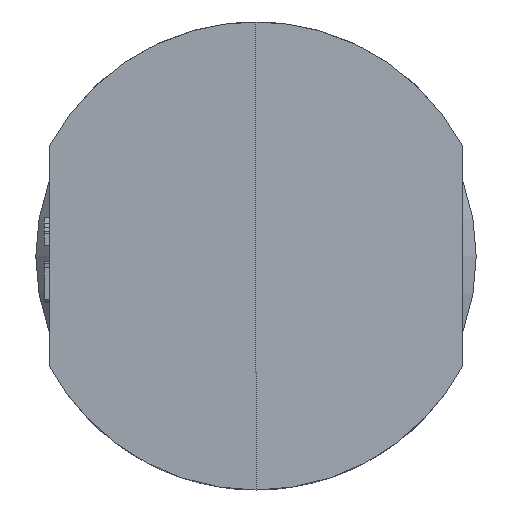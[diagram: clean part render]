
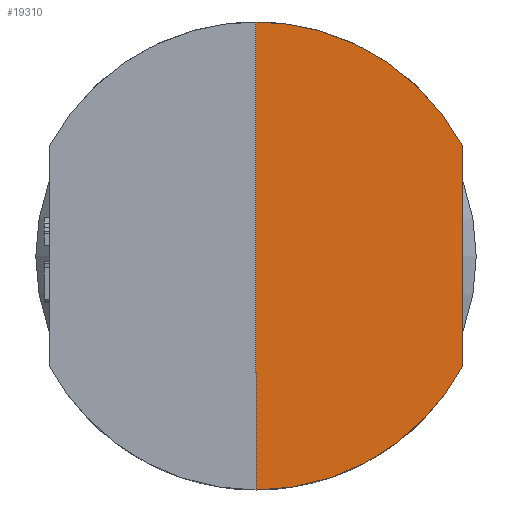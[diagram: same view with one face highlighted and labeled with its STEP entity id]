
A CAD part, top view. The second image highlights one B-rep face of the part: STEP entity #19310.
In plain terms, the highlighted face is planar.
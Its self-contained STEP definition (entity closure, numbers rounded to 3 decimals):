
#18900=CARTESIAN_POINT('',(65.892,22.568,0.));
#18910=DIRECTION('',(0.,1.,0.017));
#18920=DIRECTION('',(-1.,0.,0.));
#18930=AXIS2_PLACEMENT_3D('',#18900,#18910,#18920);
#18940=PLANE('',#18930);
#18950=CARTESIAN_POINT('',(0.,22.568,0.));
#18960=DIRECTION('',(-1.,0.,0.));
#18970=VECTOR('',#18960,1.);
#18980=LINE('',#18950,#18970);
#18990=CARTESIAN_POINT('',(86.892,22.568,
0.));
#19000=VERTEX_POINT('',#18990);
#19010=CARTESIAN_POINT('',(69.892,22.568,0.));
#19020=VERTEX_POINT('',#19010);
#19030=EDGE_CURVE('',#19000,#19020,#18980,.T.);
#19040=ORIENTED_EDGE('',*,*,#19030,.T.);
#19050=CARTESIAN_POINT('',(78.392,22.568,0.));
#19060=DIRECTION('',(0.,1.,0.017));
#19070=DIRECTION('',(0.,-0.017,1.));
#19080=AXIS2_PLACEMENT_3D('',#19050,#19060,#19070);
#19090=ELLIPSE('',#19080,8.501,8.5);
#19100=CARTESIAN_POINT('',(82.392,22.437,7.5));
#19110=VERTEX_POINT('',#19100);
#19120=EDGE_CURVE('',#19110,#19000,#19090,.T.);
#19130=ORIENTED_EDGE('',*,*,#19120,.T.);
#19140=CARTESIAN_POINT('',(0.,22.437,7.5));
#19150=DIRECTION('',(1.,0.,0.));
#19160=VECTOR('',#19150,1.);
#19170=LINE('',#19140,#19160);
#19180=CARTESIAN_POINT('',(74.392,22.437,7.5));
#19190=VERTEX_POINT('',#19180);
#19200=EDGE_CURVE('',#19190,#19110,#19170,.T.);
#19210=ORIENTED_EDGE('',*,*,#19200,.T.);
#19220=CARTESIAN_POINT('',(78.392,22.568,0.));
#19230=DIRECTION('',(0.,1.,0.017));
#19240=DIRECTION('',(0.,-0.017,1.));
#19250=AXIS2_PLACEMENT_3D('',#19220,#19230,#19240);
#19260=ELLIPSE('',#19250,8.501,8.5);
#19270=EDGE_CURVE('',#19020,#19190,#19260,.T.);
#19280=ORIENTED_EDGE('',*,*,#19270,.T.);
#19290=EDGE_LOOP('',(#19280,#19210,#19130,#19040));
#19300=FACE_OUTER_BOUND('',#19290,.T.);
#19310=ADVANCED_FACE('',(#19300),#18940,.T.);
